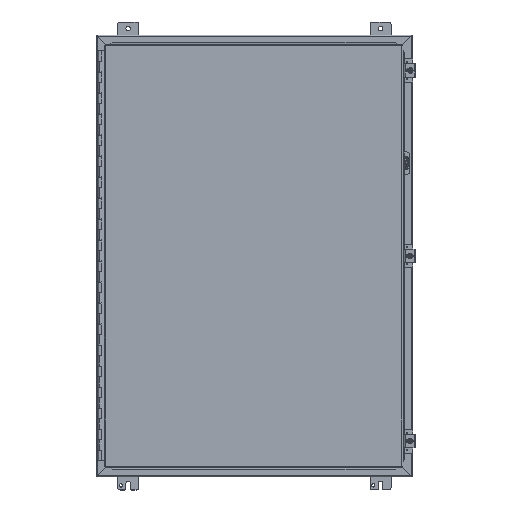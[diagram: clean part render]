
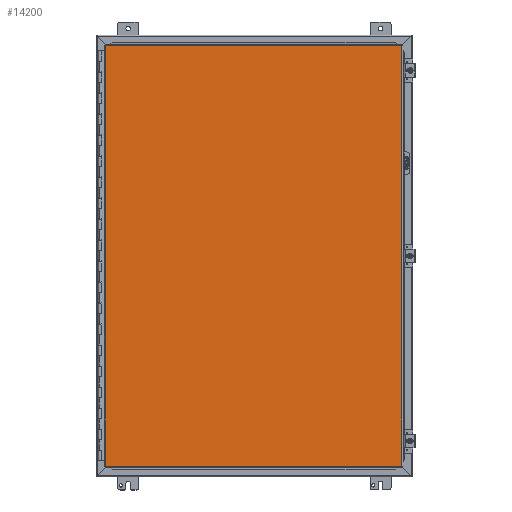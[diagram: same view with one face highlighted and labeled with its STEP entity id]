
A CAD part, top view. The second image highlights one B-rep face of the part: STEP entity #14200.
In plain terms, the highlighted face is planar.
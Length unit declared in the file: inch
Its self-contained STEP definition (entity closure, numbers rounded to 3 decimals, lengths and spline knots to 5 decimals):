
#13357=CARTESIAN_POINT('',(-14.08225,-19.9885,0.));
#13358=VERTEX_POINT('',#13357);
#13369=CARTESIAN_POINT('',(14.08225,-19.9885,0.));
#13370=VERTEX_POINT('',#13369);
#13371=CARTESIAN_POINT('',(14.08225,-19.9885,0.0));
#13372=DIRECTION('',(-1.0,0.0,0.0));
#13373=VECTOR('',#13372,28.1645);
#13374=LINE('',#13371,#13373);
#13375=EDGE_CURVE('',#13370,#13358,#13374,.T.);
#13491=CARTESIAN_POINT('',(-14.08225,19.9885,0.));
#13492=VERTEX_POINT('',#13491);
#13590=CARTESIAN_POINT('',(14.08225,19.9885,0.));
#13591=VERTEX_POINT('',#13590);
#13602=CARTESIAN_POINT('',(-14.08225,19.9885,0.0));
#13603=DIRECTION('',(1.0,0.0,0.0));
#13604=VECTOR('',#13603,28.1645);
#13605=LINE('',#13602,#13604);
#13606=EDGE_CURVE('',#13492,#13591,#13605,.T.);
#13911=CARTESIAN_POINT('',(-14.08225,-19.9885,0.0));
#13912=DIRECTION('',(0.0,1.0,0.0));
#13913=VECTOR('',#13912,39.977);
#13914=LINE('',#13911,#13913);
#13915=EDGE_CURVE('',#13358,#13492,#13914,.T.);
#14005=CARTESIAN_POINT('',(14.08225,19.9885,0.0));
#14006=DIRECTION('',(0.0,-1.0,0.0));
#14007=VECTOR('',#14006,39.977);
#14008=LINE('',#14005,#14007);
#14009=EDGE_CURVE('',#13591,#13370,#14008,.T.);
#14189=CARTESIAN_POINT('',(0.0,0.,0.0));
#14190=DIRECTION('',(0.0,0.0,1.0));
#14191=DIRECTION('',(1.0,0.0,0.0));
#14192=AXIS2_PLACEMENT_3D('',#14189,#14190,#14191);
#14193=PLANE('',#14192);
#14194=ORIENTED_EDGE('',*,*,#13915,.T.);
#14195=ORIENTED_EDGE('',*,*,#13606,.T.);
#14196=ORIENTED_EDGE('',*,*,#14009,.T.);
#14197=ORIENTED_EDGE('',*,*,#13375,.T.);
#14198=EDGE_LOOP('',(#14194,#14195,#14196,#14197));
#14199=FACE_OUTER_BOUND('',#14198,.T.);
#14200=ADVANCED_FACE('',(#14199),#14193,.F.);
